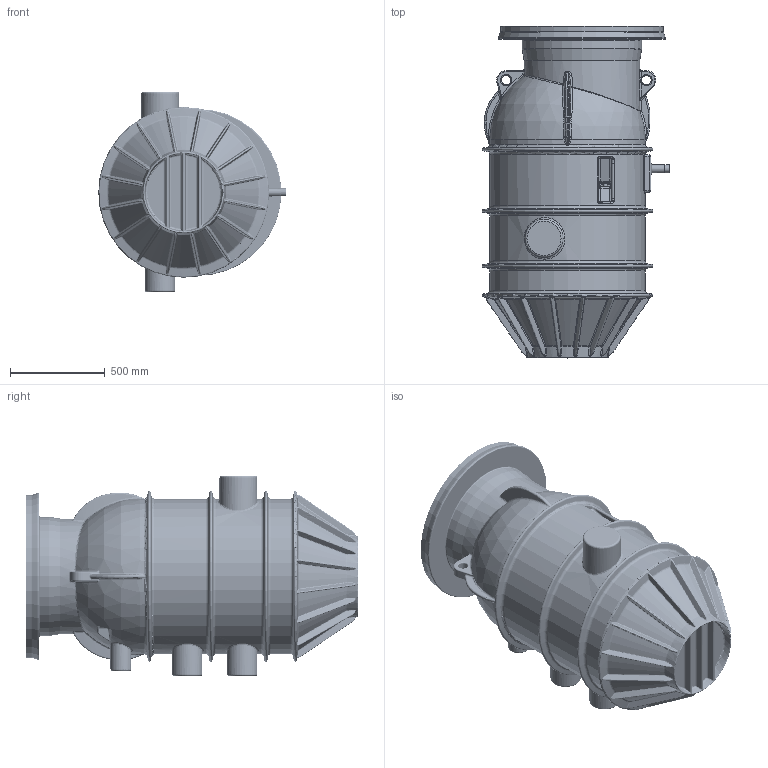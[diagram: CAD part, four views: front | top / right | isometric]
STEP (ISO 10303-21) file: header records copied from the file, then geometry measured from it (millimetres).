
FILE_DESCRIPTION(/* description */ (''),/* implementation_level */ '2;1');
FILE_NAME(/* name */ '2544205c3d001_04.stp',/* time_stamp */ '2023-08-28T15:18:14+02:00',/* author */ (''),/* organization */ ('WILO SE'),/* preprocessor_version */ 'ST-DEVELOPER v16.7',/* originating_system */ 'SIEMENS PLM Software NX 12.0',/* authorisation */ '');
FILE_SCHEMA (('AUTOMOTIVE_DESIGN { 1 0 10303 214 3 1 1 1 }'));
Products named in the file (1): Hild087011143dzo
Bounding box: 988.97 x 1750 x 1056 mm (x, y, z)
Volume: 53981903.7 mm3; surface area: 13544820.7 mm2
Topology: 76 solids, 80 shells, 4602 faces, 11522 edges, 7130 vertices
Faces by surface type: plane 1760, bspline 1349, cylinder 793, cone 370, torus 230, sphere 100
Full cylindrical faces by diameter (mm): 5 x4, 6.2 x2, 8.376 x8, 8.4 x3, 9 x2, 10 x10, 10.5 x4, 11 x4, 13.835 x8, 15.6 x4, 16 x8, 17 x16, 20 x6, 22 x2, 22.5 x8, 24 x2, 26 x2, 30 x20, 30.291 x2, 32 x2, 35 x1, 35.2 x2, 36 x8, 38 x4, 38.952 x4, 41.91 x9, 42.1 x1, 42.2 x4, 42.4 x6, 47.8 x2
Entity records: 234721 total; most frequent: CARTESIAN_POINT 137229, ORIENTED_EDGE 21606, DIRECTION 16425, EDGE_CURVE 10803, VERTEX_POINT 6990, AXIS2_PLACEMENT_3D 6240, EDGE_LOOP 5369, ADVANCED_FACE 4600
